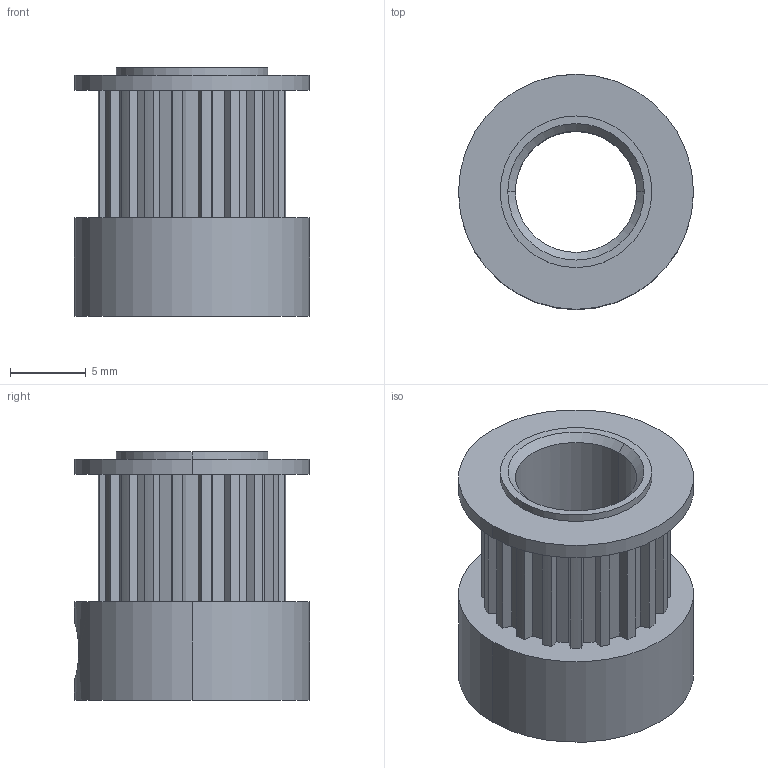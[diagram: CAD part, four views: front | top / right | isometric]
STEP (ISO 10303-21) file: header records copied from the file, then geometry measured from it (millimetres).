
FILE_DESCRIPTION (( 'STEP AP203' ), '1' );
FILE_NAME ('1166-C.STEP', '2015-05-19T10:09:19', ( '' ), ( '' ), 'SwSTEP 2.0', 'SolidWorks 2015', '' );
FILE_SCHEMA (( 'CONFIG_CONTROL_DESIGN' ));
Length unit declared in the file: millimetre
Products named in the file (1): 1166-C
Bounding box: 15.5 x 15.5 x 16.4 mm (x, y, z)
Volume: 1502.2 mm3; surface area: 1692.4 mm2
Topology: 1 solids, 1 shells, 103 faces, 288 edges, 190 vertices
Faces by surface type: plane 65, cylinder 30, bspline 4, cone 4
Entity records: 5745 total; most frequent: CARTESIAN_POINT 2988, ORIENTED_EDGE 576, DIRECTION 534, EDGE_CURVE 288, LINE 214, VECTOR 214, VERTEX_POINT 190, AXIS2_PLACEMENT_3D 160
